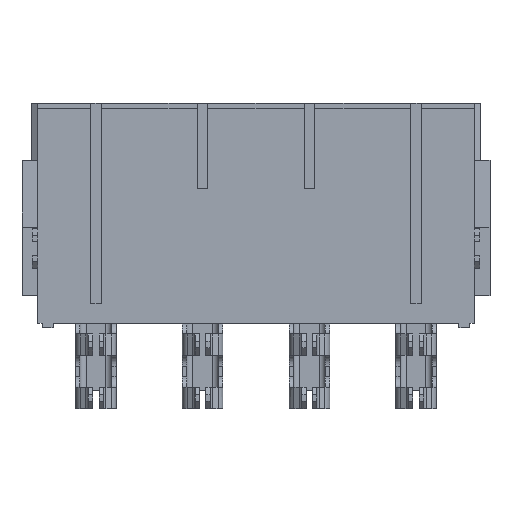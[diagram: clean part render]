
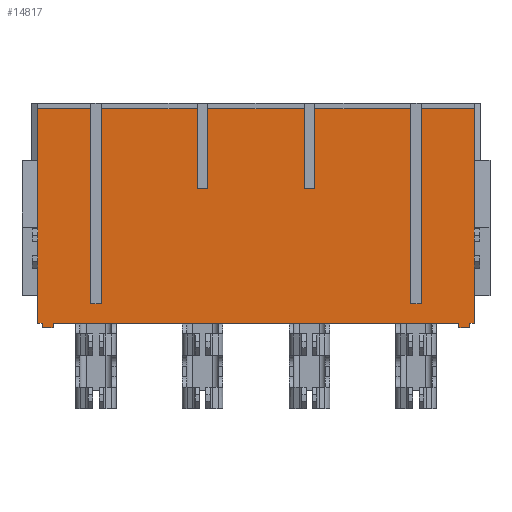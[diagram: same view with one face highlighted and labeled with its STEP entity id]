
A CAD part, front view. The second image highlights one B-rep face of the part: STEP entity #14817.
In plain terms, the highlighted planar face has unit normal (0, -1, 0).
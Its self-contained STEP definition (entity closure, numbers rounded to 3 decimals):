
#213=DIRECTION('',(1.,0.,0.));
#214=VECTOR('',#213,38.);
#215=CARTESIAN_POINT('',(-19.,-4.7,-10.3));
#216=LINE('',#215,#214);
#237=DIRECTION('',(1.,0.,0.));
#238=VECTOR('',#237,0.45);
#239=CARTESIAN_POINT('',(-20.45,-4.7,-10.3));
#240=LINE('',#239,#238);
#245=DIRECTION('',(1.,0.,0.));
#246=VECTOR('',#245,0.45);
#247=CARTESIAN_POINT('',(20.,-4.7,-10.3));
#248=LINE('',#247,#246);
#4481=DIRECTION('',(0.,0.,1.));
#4482=VECTOR('',#4481,5.8);
#4483=CARTESIAN_POINT('',(-20.45,-4.7,-10.3));
#4484=LINE('',#4483,#4482);
#4485=DIRECTION('',(0.,0.,-1.));
#4486=VECTOR('',#4485,0.515);
#4487=CARTESIAN_POINT('',(-20.45,-4.7,-3.985));
#4488=LINE('',#4487,#4486);
#4489=DIRECTION('',(0.,0.,1.));
#4490=VECTOR('',#4489,1.37);
#4491=CARTESIAN_POINT('',(-20.45,-4.7,-3.985));
#4492=LINE('',#4491,#4490);
#4493=DIRECTION('',(0.,0.,-1.));
#4494=VECTOR('',#4493,0.515);
#4495=CARTESIAN_POINT('',(-20.45,-4.7,-2.1));
#4496=LINE('',#4495,#4494);
#4497=DIRECTION('',(0.,0.,1.));
#4498=VECTOR('',#4497,11.9);
#4499=CARTESIAN_POINT('',(-20.45,-4.7,-2.1));
#4500=LINE('',#4499,#4498);
#4501=DIRECTION('',(1.,0.,0.));
#4502=VECTOR('',#4501,4.975);
#4503=CARTESIAN_POINT('',(-20.45,-4.7,9.8));
#4504=LINE('',#4503,#4502);
#4505=DIRECTION('',(0.,0.,-1.));
#4506=VECTOR('',#4505,18.25);
#4507=CARTESIAN_POINT('',(-15.475,-4.7,9.8));
#4508=LINE('',#4507,#4506);
#4509=DIRECTION('',(1.,0.,0.));
#4510=VECTOR('',#4509,1.);
#4511=CARTESIAN_POINT('',(-15.475,-4.7,-8.45));
#4512=LINE('',#4511,#4510);
#4513=DIRECTION('',(0.,0.,-1.));
#4514=VECTOR('',#4513,18.25);
#4515=CARTESIAN_POINT('',(-14.475,-4.7,9.8));
#4516=LINE('',#4515,#4514);
#4517=DIRECTION('',(1.,0.,0.));
#4518=VECTOR('',#4517,8.975);
#4519=CARTESIAN_POINT('',(-14.475,-4.7,9.8));
#4520=LINE('',#4519,#4518);
#4521=DIRECTION('',(0.,0.,-1.));
#4522=VECTOR('',#4521,7.5);
#4523=CARTESIAN_POINT('',(-5.5,-4.7,9.8));
#4524=LINE('',#4523,#4522);
#4525=DIRECTION('',(1.,0.,0.));
#4526=VECTOR('',#4525,1.);
#4527=CARTESIAN_POINT('',(-5.5,-4.7,2.3));
#4528=LINE('',#4527,#4526);
#4529=DIRECTION('',(0.,0.,-1.));
#4530=VECTOR('',#4529,7.5);
#4531=CARTESIAN_POINT('',(-4.5,-4.7,9.8));
#4532=LINE('',#4531,#4530);
#4533=DIRECTION('',(1.,0.,0.));
#4534=VECTOR('',#4533,9.);
#4535=CARTESIAN_POINT('',(-4.5,-4.7,9.8));
#4536=LINE('',#4535,#4534);
#4537=DIRECTION('',(0.,0.,-1.));
#4538=VECTOR('',#4537,7.5);
#4539=CARTESIAN_POINT('',(4.5,-4.7,9.8));
#4540=LINE('',#4539,#4538);
#4541=DIRECTION('',(1.,0.,0.));
#4542=VECTOR('',#4541,1.);
#4543=CARTESIAN_POINT('',(4.5,-4.7,2.3));
#4544=LINE('',#4543,#4542);
#4545=DIRECTION('',(0.,0.,-1.));
#4546=VECTOR('',#4545,7.5);
#4547=CARTESIAN_POINT('',(5.5,-4.7,9.8));
#4548=LINE('',#4547,#4546);
#4549=DIRECTION('',(1.,0.,0.));
#4550=VECTOR('',#4549,8.975);
#4551=CARTESIAN_POINT('',(5.5,-4.7,9.8));
#4552=LINE('',#4551,#4550);
#4553=DIRECTION('',(0.,0.,-1.));
#4554=VECTOR('',#4553,18.25);
#4555=CARTESIAN_POINT('',(14.475,-4.7,9.8));
#4556=LINE('',#4555,#4554);
#4557=DIRECTION('',(1.,0.,0.));
#4558=VECTOR('',#4557,1.);
#4559=CARTESIAN_POINT('',(14.475,-4.7,-8.45));
#4560=LINE('',#4559,#4558);
#4561=DIRECTION('',(0.,0.,-1.));
#4562=VECTOR('',#4561,18.25);
#4563=CARTESIAN_POINT('',(15.475,-4.7,9.8));
#4564=LINE('',#4563,#4562);
#4565=DIRECTION('',(1.,0.,0.));
#4566=VECTOR('',#4565,4.975);
#4567=CARTESIAN_POINT('',(15.475,-4.7,9.8));
#4568=LINE('',#4567,#4566);
#4569=DIRECTION('',(0.,0.,-1.));
#4570=VECTOR('',#4569,0.515);
#4571=CARTESIAN_POINT('',(20.45,-4.7,-2.1));
#4572=LINE('',#4571,#4570);
#4573=DIRECTION('',(0.,0.,-1.));
#4574=VECTOR('',#4573,0.515);
#4575=CARTESIAN_POINT('',(20.45,-4.7,-3.985));
#4576=LINE('',#4575,#4574);
#4577=DIRECTION('',(0.,0.,-1.));
#4578=VECTOR('',#4577,0.4);
#4579=CARTESIAN_POINT('',(20.,-4.7,-10.3));
#4580=LINE('',#4579,#4578);
#4581=DIRECTION('',(0.,0.,-1.));
#4582=VECTOR('',#4581,0.4);
#4583=CARTESIAN_POINT('',(-19.,-4.7,-10.3));
#4584=LINE('',#4583,#4582);
#5361=DIRECTION('',(0.,0.,1.));
#5362=VECTOR('',#5361,11.9);
#5363=CARTESIAN_POINT('',(20.45,-4.7,-2.1));
#5364=LINE('',#5363,#5362);
#5405=DIRECTION('',(0.,0.,1.));
#5406=VECTOR('',#5405,1.37);
#5407=CARTESIAN_POINT('',(20.45,-4.7,-3.985));
#5408=LINE('',#5407,#5406);
#5413=DIRECTION('',(0.,0.,1.));
#5414=VECTOR('',#5413,5.8);
#5415=CARTESIAN_POINT('',(20.45,-4.7,-10.3));
#5416=LINE('',#5415,#5414);
#7005=DIRECTION('',(-1.,0.,0.));
#7006=VECTOR('',#7005,1.);
#7007=CARTESIAN_POINT('',(-19.,-4.7,-10.7));
#7008=LINE('',#7007,#7006);
#7017=DIRECTION('',(-1.,0.,0.));
#7018=VECTOR('',#7017,1.);
#7019=CARTESIAN_POINT('',(20.,-4.7,-10.7));
#7020=LINE('',#7019,#7018);
#7025=DIRECTION('',(0.,0.,-1.));
#7026=VECTOR('',#7025,0.4);
#7027=CARTESIAN_POINT('',(-20.,-4.7,-10.3));
#7028=LINE('',#7027,#7026);
#7029=DIRECTION('',(0.,0.,-1.));
#7030=VECTOR('',#7029,0.4);
#7031=CARTESIAN_POINT('',(19.,-4.7,-10.3));
#7032=LINE('',#7031,#7030);
#7034=CARTESIAN_POINT('',(-20.45,-4.7,-10.3));
#7036=VERTEX_POINT('',#7034);
#7037=CARTESIAN_POINT('',(20.45,-4.7,-10.3));
#7039=VERTEX_POINT('',#7037);
#7330=CARTESIAN_POINT('',(-19.,-4.7,-10.7));
#7332=VERTEX_POINT('',#7330);
#7333=CARTESIAN_POINT('',(-20.,-4.7,-10.7));
#7334=VERTEX_POINT('',#7333);
#7341=CARTESIAN_POINT('',(20.,-4.7,-10.7));
#7342=VERTEX_POINT('',#7341);
#7343=CARTESIAN_POINT('',(19.,-4.7,-10.7));
#7344=VERTEX_POINT('',#7343);
#7345=CARTESIAN_POINT('',(-19.,-4.7,-10.3));
#7347=VERTEX_POINT('',#7345);
#7349=CARTESIAN_POINT('',(-20.,-4.7,-10.3));
#7351=VERTEX_POINT('',#7349);
#7353=CARTESIAN_POINT('',(20.,-4.7,-10.3));
#7355=VERTEX_POINT('',#7353);
#7357=CARTESIAN_POINT('',(19.,-4.7,-10.3));
#7359=VERTEX_POINT('',#7357);
#7393=CARTESIAN_POINT('',(20.45,-4.7,-2.1));
#7395=VERTEX_POINT('',#7393);
#7397=CARTESIAN_POINT('',(20.45,-4.7,-2.615));
#7399=VERTEX_POINT('',#7397);
#7401=CARTESIAN_POINT('',(20.45,-4.7,-4.5));
#7403=VERTEX_POINT('',#7401);
#7405=CARTESIAN_POINT('',(20.45,-4.7,-3.985));
#7407=VERTEX_POINT('',#7405);
#7549=CARTESIAN_POINT('',(-20.45,-4.7,9.8));
#7550=VERTEX_POINT('',#7549);
#7551=CARTESIAN_POINT('',(20.45,-4.7,9.8));
#7552=VERTEX_POINT('',#7551);
#7557=CARTESIAN_POINT('',(15.475,-4.7,-8.45));
#7558=VERTEX_POINT('',#7557);
#7559=CARTESIAN_POINT('',(14.475,-4.7,-8.45));
#7560=VERTEX_POINT('',#7559);
#7561=CARTESIAN_POINT('',(-14.475,-4.7,-8.45));
#7562=VERTEX_POINT('',#7561);
#7563=CARTESIAN_POINT('',(-15.475,-4.7,-8.45));
#7564=VERTEX_POINT('',#7563);
#7565=CARTESIAN_POINT('',(14.475,-4.7,9.8));
#7566=VERTEX_POINT('',#7565);
#7567=CARTESIAN_POINT('',(15.475,-4.7,9.8));
#7568=VERTEX_POINT('',#7567);
#7569=CARTESIAN_POINT('',(-15.475,-4.7,9.8));
#7570=VERTEX_POINT('',#7569);
#7571=CARTESIAN_POINT('',(-14.475,-4.7,9.8));
#7572=VERTEX_POINT('',#7571);
#7589=CARTESIAN_POINT('',(-5.5,-4.7,2.3));
#7590=CARTESIAN_POINT('',(-4.5,-4.7,2.3));
#7591=VERTEX_POINT('',#7589);
#7592=VERTEX_POINT('',#7590);
#7593=CARTESIAN_POINT('',(-5.5,-4.7,9.8));
#7594=VERTEX_POINT('',#7593);
#7595=CARTESIAN_POINT('',(-4.5,-4.7,9.8));
#7596=VERTEX_POINT('',#7595);
#8226=CARTESIAN_POINT('',(4.5,-4.7,2.3));
#8227=CARTESIAN_POINT('',(5.5,-4.7,2.3));
#8228=VERTEX_POINT('',#8226);
#8229=VERTEX_POINT('',#8227);
#8230=CARTESIAN_POINT('',(4.5,-4.7,9.8));
#8231=VERTEX_POINT('',#8230);
#8232=CARTESIAN_POINT('',(5.5,-4.7,9.8));
#8233=VERTEX_POINT('',#8232);
#8278=CARTESIAN_POINT('',(-20.45,-4.7,-2.1));
#8279=VERTEX_POINT('',#8278);
#8280=CARTESIAN_POINT('',(-20.45,-4.7,-2.615));
#8281=VERTEX_POINT('',#8280);
#8282=CARTESIAN_POINT('',(-20.45,-4.7,-4.5));
#8283=VERTEX_POINT('',#8282);
#8284=CARTESIAN_POINT('',(-20.45,-4.7,-3.985));
#8285=VERTEX_POINT('',#8284);
#14747=CARTESIAN_POINT('',(-20.45,-4.7,-10.3));
#14748=DIRECTION('',(0.,-1.,0.));
#14749=DIRECTION('',(1.,0.,0.));
#14750=AXIS2_PLACEMENT_3D('',#14747,#14748,#14749);
#14751=PLANE('',#14750);
#14752=ORIENTED_EDGE('',*,*,#14659,.T.);
#14753=ORIENTED_EDGE('',*,*,#14742,.F.);
#14754=ORIENTED_EDGE('',*,*,#14629,.T.);
#14755=ORIENTED_EDGE('',*,*,#14710,.F.);
#14756=ORIENTED_EDGE('',*,*,#14617,.T.);
#14758=ORIENTED_EDGE('',*,*,#14757,.T.);
#14760=ORIENTED_EDGE('',*,*,#14759,.T.);
#14762=ORIENTED_EDGE('',*,*,#14761,.T.);
#14764=ORIENTED_EDGE('',*,*,#14763,.F.);
#14766=ORIENTED_EDGE('',*,*,#14765,.T.);
#14768=ORIENTED_EDGE('',*,*,#14767,.T.);
#14770=ORIENTED_EDGE('',*,*,#14769,.T.);
#14772=ORIENTED_EDGE('',*,*,#14771,.F.);
#14774=ORIENTED_EDGE('',*,*,#14773,.T.);
#14776=ORIENTED_EDGE('',*,*,#14775,.T.);
#14778=ORIENTED_EDGE('',*,*,#14777,.T.);
#14780=ORIENTED_EDGE('',*,*,#14779,.F.);
#14782=ORIENTED_EDGE('',*,*,#14781,.T.);
#14784=ORIENTED_EDGE('',*,*,#14783,.T.);
#14786=ORIENTED_EDGE('',*,*,#14785,.T.);
#14788=ORIENTED_EDGE('',*,*,#14787,.F.);
#14790=ORIENTED_EDGE('',*,*,#14789,.T.);
#14792=ORIENTED_EDGE('',*,*,#14791,.F.);
#14794=ORIENTED_EDGE('',*,*,#14793,.T.);
#14796=ORIENTED_EDGE('',*,*,#14795,.F.);
#14798=ORIENTED_EDGE('',*,*,#14797,.T.);
#14800=ORIENTED_EDGE('',*,*,#14799,.F.);
#14801=ORIENTED_EDGE('',*,*,#9308,.F.);
#14803=ORIENTED_EDGE('',*,*,#14802,.T.);
#14805=ORIENTED_EDGE('',*,*,#14804,.T.);
#14807=ORIENTED_EDGE('',*,*,#14806,.F.);
#14808=ORIENTED_EDGE('',*,*,#9172,.F.);
#14809=ORIENTED_EDGE('',*,*,#14431,.T.);
#14811=ORIENTED_EDGE('',*,*,#14810,.T.);
#14813=ORIENTED_EDGE('',*,*,#14812,.F.);
#14814=ORIENTED_EDGE('',*,*,#9296,.F.);
#14815=EDGE_LOOP('',(#14752,#14753,#14754,#14755,#14756,#14758,#14760,#14762,
#14764,#14766,#14768,#14770,#14772,#14774,#14776,#14778,#14780,#14782,#14784,
#14786,#14788,#14790,#14792,#14794,#14796,#14798,#14800,#14801,#14803,#14805,
#14807,#14808,#14809,#14811,#14813,#14814));
#14816=FACE_OUTER_BOUND('',#14815,.F.);
#14817=ADVANCED_FACE('',(#14816),#14751,.T.);
#9172=EDGE_CURVE('',#7347,#7359,#216,.T.);
#9296=EDGE_CURVE('',#7036,#7351,#240,.T.);
#9308=EDGE_CURVE('',#7355,#7039,#248,.T.);
#14431=EDGE_CURVE('',#7347,#7332,#4584,.T.);
#14617=EDGE_CURVE('',#8279,#7550,#4500,.T.);
#14629=EDGE_CURVE('',#8285,#8281,#4492,.T.);
#14659=EDGE_CURVE('',#7036,#8283,#4484,.T.);
#14710=EDGE_CURVE('',#8279,#8281,#4496,.T.);
#14742=EDGE_CURVE('',#8285,#8283,#4488,.T.);
#14757=EDGE_CURVE('',#7550,#7570,#4504,.T.);
#14759=EDGE_CURVE('',#7570,#7564,#4508,.T.);
#14761=EDGE_CURVE('',#7564,#7562,#4512,.T.);
#14763=EDGE_CURVE('',#7572,#7562,#4516,.T.);
#14765=EDGE_CURVE('',#7572,#7594,#4520,.T.);
#14767=EDGE_CURVE('',#7594,#7591,#4524,.T.);
#14769=EDGE_CURVE('',#7591,#7592,#4528,.T.);
#14771=EDGE_CURVE('',#7596,#7592,#4532,.T.);
#14773=EDGE_CURVE('',#7596,#8231,#4536,.T.);
#14775=EDGE_CURVE('',#8231,#8228,#4540,.T.);
#14777=EDGE_CURVE('',#8228,#8229,#4544,.T.);
#14779=EDGE_CURVE('',#8233,#8229,#4548,.T.);
#14781=EDGE_CURVE('',#8233,#7566,#4552,.T.);
#14783=EDGE_CURVE('',#7566,#7560,#4556,.T.);
#14785=EDGE_CURVE('',#7560,#7558,#4560,.T.);
#14787=EDGE_CURVE('',#7568,#7558,#4564,.T.);
#14789=EDGE_CURVE('',#7568,#7552,#4568,.T.);
#14791=EDGE_CURVE('',#7395,#7552,#5364,.T.);
#14793=EDGE_CURVE('',#7395,#7399,#4572,.T.);
#14795=EDGE_CURVE('',#7407,#7399,#5408,.T.);
#14797=EDGE_CURVE('',#7407,#7403,#4576,.T.);
#14799=EDGE_CURVE('',#7039,#7403,#5416,.T.);
#14802=EDGE_CURVE('',#7355,#7342,#4580,.T.);
#14804=EDGE_CURVE('',#7342,#7344,#7020,.T.);
#14806=EDGE_CURVE('',#7359,#7344,#7032,.T.);
#14810=EDGE_CURVE('',#7332,#7334,#7008,.T.);
#14812=EDGE_CURVE('',#7351,#7334,#7028,.T.);
